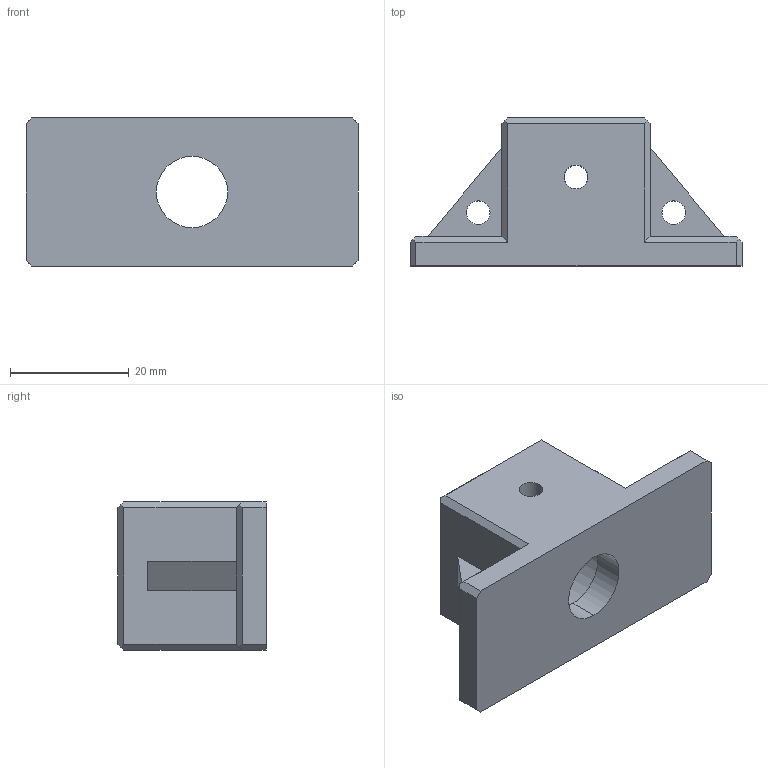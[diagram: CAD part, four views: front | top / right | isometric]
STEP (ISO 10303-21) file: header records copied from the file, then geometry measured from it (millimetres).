
FILE_DESCRIPTION (( 'STEP AP214' ), '1' );
FILE_NAME ('3_8_pipe_joint.STEP', '2017-10-18T03:06:32', ( '' ), ( '' ), 'SwSTEP 2.0', 'SolidWorks 2013', '' );
FILE_SCHEMA (( 'AUTOMOTIVE_DESIGN' ));
Length unit declared in the file: millimetre
Products named in the file (1): 3_8_pipe_joint
Bounding box: 56 x 25 x 25 mm (x, y, z)
Volume: 14416.3 mm3; surface area: 6929.7 mm2
Topology: 1 solids, 1 shells, 47 faces, 134 edges, 88 vertices
Faces by surface type: plane 35, cylinder 12
Entity records: 1670 total; most frequent: CARTESIAN_POINT 386, ORIENTED_EDGE 268, DIRECTION 242, EDGE_CURVE 134, LINE 106, VECTOR 106, VERTEX_POINT 88, AXIS2_PLACEMENT_3D 68
